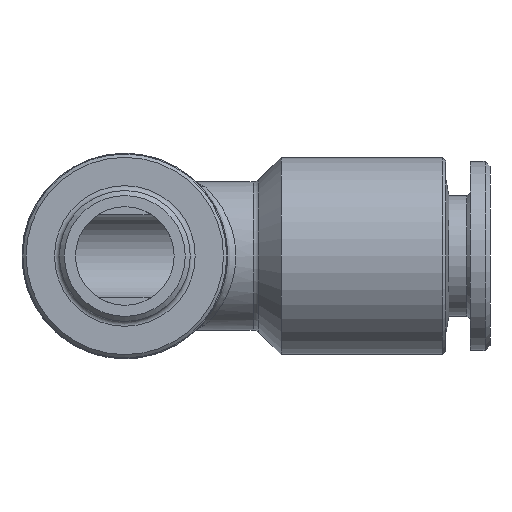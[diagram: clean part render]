
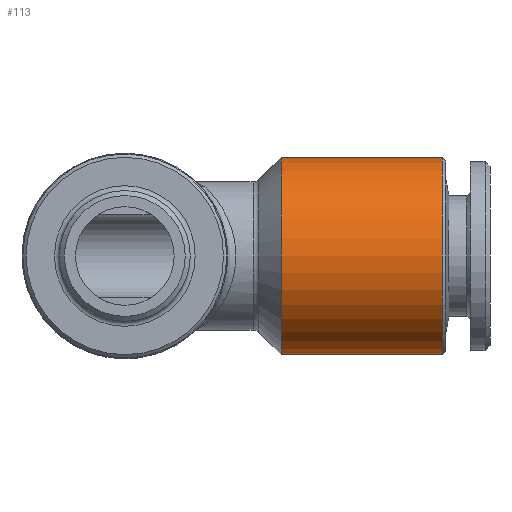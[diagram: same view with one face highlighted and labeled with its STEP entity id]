
A CAD part, front view. The second image highlights one B-rep face of the part: STEP entity #113.
In plain terms, the highlighted cylindrical face has radius 6 mm (diameter 12 mm), a full revolution.
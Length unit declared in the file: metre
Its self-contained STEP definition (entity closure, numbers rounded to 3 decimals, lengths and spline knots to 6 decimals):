
#113 = ADVANCED_FACE( 'NONE', ( #257, #258 ), #259, .T. );
#257 = FACE_OUTER_BOUND( '', #623, .T. );
#258 = FACE_OUTER_BOUND( '', #624, .T. );
#259 = CYLINDRICAL_SURFACE( '', #625, 0.006 );
#623 = EDGE_LOOP( '', ( #969 ) );
#624 = EDGE_LOOP( '', ( #970 ) );
#625 = AXIS2_PLACEMENT_3D( '', #971, #972, #973 );
#969 = ORIENTED_EDGE( '', *, *, #1181, .T. );
#970 = ORIENTED_EDGE( '', *, *, #1178, .T. );
#971 = CARTESIAN_POINT( '', ( -0.001137, 0., 0. ) );
#972 = DIRECTION( '', ( 1., 0., 0. ) );
#973 = DIRECTION( '', ( 0., 0., 1. ) );
#1178 = EDGE_CURVE( 'NONE', #1326, #1326, #1327, .T. );
#1181 = EDGE_CURVE( 'NONE', #1331, #1331, #1332, .T. );
#1326 = VERTEX_POINT( '', #1744 );
#1327 = CIRCLE( '', #1745, 0.006 );
#1331 = VERTEX_POINT( '', #1749 );
#1332 = CIRCLE( '', #1750, 0.006 );
#1744 = CARTESIAN_POINT( '', ( 0.0193, 0., 0.006 ) );
#1745 = AXIS2_PLACEMENT_3D( '', #1918, #1919, #1920 );
#1749 = CARTESIAN_POINT( '', ( 0.0095, 0., -0.006 ) );
#1750 = AXIS2_PLACEMENT_3D( '', #1924, #1925, #1926 );
#1918 = CARTESIAN_POINT( '', ( 0.0193, 0., 0. ) );
#1919 = DIRECTION( '', ( -1., 0., 0. ) );
#1920 = DIRECTION( '', ( 0., 0., 1. ) );
#1924 = CARTESIAN_POINT( '', ( 0.0095, 0., 0. ) );
#1925 = DIRECTION( '', ( 1., 0., 0. ) );
#1926 = DIRECTION( '', ( 0., 0., -1. ) );
